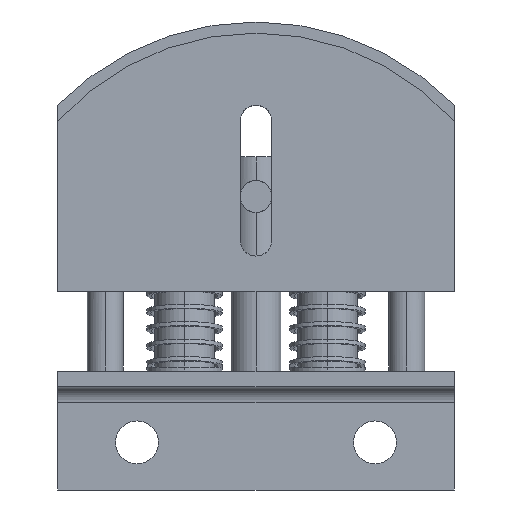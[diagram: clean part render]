
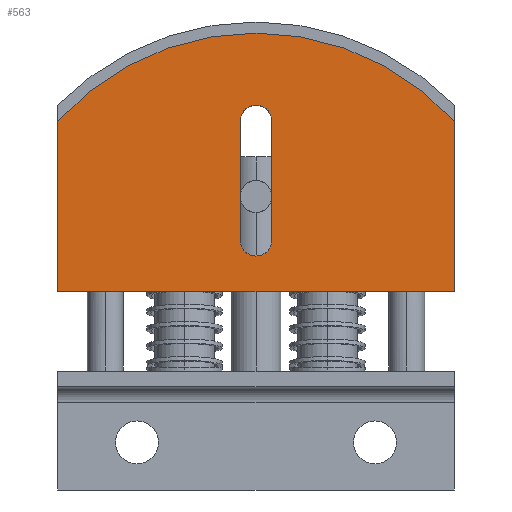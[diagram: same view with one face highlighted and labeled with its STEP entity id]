
A CAD part, left-side view. The second image highlights one B-rep face of the part: STEP entity #563.
In plain terms, the highlighted planar face has unit normal (-1, 0, 0).
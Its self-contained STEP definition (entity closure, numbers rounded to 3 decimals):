
#563=ADVANCED_FACE('',(#1178,#1179),#1180,.F.);
#1178=FACE_BOUND('',#1857,.T.);
#1179=FACE_OUTER_BOUND('',#1858,.T.);
#1180=PLANE('',#1859);
#1857=EDGE_LOOP('',(#3401,#3402,#3403,#3404));
#1858=EDGE_LOOP('',(#3405,#3406,#3407,#3408));
#1859=AXIS2_PLACEMENT_3D('',#3409,#3410,#3411);
#3401=ORIENTED_EDGE('',*,*,#4026,.T.);
#3402=ORIENTED_EDGE('',*,*,#4317,.T.);
#3403=ORIENTED_EDGE('',*,*,#4032,.T.);
#3404=ORIENTED_EDGE('',*,*,#4315,.T.);
#3405=ORIENTED_EDGE('',*,*,#4329,.T.);
#3406=ORIENTED_EDGE('',*,*,#4394,.T.);
#3407=ORIENTED_EDGE('',*,*,#4396,.T.);
#3408=ORIENTED_EDGE('',*,*,#4397,.T.);
#3409=CARTESIAN_POINT('',(-15.0,0.,39.461));
#3410=DIRECTION('',(1.0,0.0,0.0));
#3411=DIRECTION('',(0.0,1.0,0.0));
#4026=EDGE_CURVE('',#4852,#4856,#4858,.T.);
#4032=EDGE_CURVE('',#4861,#4867,#4869,.T.);
#4315=EDGE_CURVE('',#4867,#4852,#5271,.T.);
#4317=EDGE_CURVE('',#4856,#4861,#5273,.T.);
#4329=EDGE_CURVE('',#5293,#5290,#5294,.T.);
#4394=EDGE_CURVE('',#5290,#5374,#5376,.T.);
#4396=EDGE_CURVE('',#5374,#5378,#5379,.T.);
#4397=EDGE_CURVE('',#5378,#5293,#5380,.T.);
#4852=VERTEX_POINT('',#6219);
#4856=VERTEX_POINT('',#6262);
#4858=CIRCLE('',#6265,2.0);
#4861=VERTEX_POINT('',#6268);
#4867=VERTEX_POINT('',#6351);
#4869=CIRCLE('',#6354,2.0);
#5271=LINE('',#7143,#7144);
#5273=LINE('',#7146,#7147);
#5290=VERTEX_POINT('',#7168);
#5293=VERTEX_POINT('',#7172);
#5294=CIRCLE('',#7173,33.6);
#5374=VERTEX_POINT('',#7277);
#5376=LINE('',#7280,#7281);
#5378=VERTEX_POINT('',#7283);
#5379=LINE('',#7284,#7285);
#5380=LINE('',#7286,#7287);
#6219=CARTESIAN_POINT('',(-15.0,2.,46.5));
#6262=CARTESIAN_POINT('',(-15.0,-2.,46.5));
#6265=AXIS2_PLACEMENT_3D('',#7810,#7811,#7812);
#6268=CARTESIAN_POINT('',(-15.0,-2.,31.5));
#6351=CARTESIAN_POINT('',(-15.0,2.,31.5));
#6354=AXIS2_PLACEMENT_3D('',#7815,#7816,#7817);
#7143=CARTESIAN_POINT('',(-15.0,2.0,41.105));
#7144=VECTOR('',#8240,1.0);
#7146=CARTESIAN_POINT('',(-15.0,-2.0,39.23));
#7147=VECTOR('',#8241,1.0);
#7168=CARTESIAN_POINT('',(-15.0,25.0,46.449));
#7172=CARTESIAN_POINT('',(-15.0,-25.0,46.449));
#7173=AXIS2_PLACEMENT_3D('',#8256,#8257,#8258);
#7277=CARTESIAN_POINT('',(-15.0,25.0,25.0));
#7280=CARTESIAN_POINT('',(-15.0,25.0,48.495));
#7281=VECTOR('',#8335,1.0);
#7283=CARTESIAN_POINT('',(-15.0,-25.0,25.0));
#7284=CARTESIAN_POINT('',(-15.0,0.0,25.0));
#7285=VECTOR('',#8336,1.0);
#7286=CARTESIAN_POINT('',(-15.0,-25.0,25.0));
#7287=VECTOR('',#8337,1.0);
#7810=CARTESIAN_POINT('',(-15.0,0.,46.5));
#7811=DIRECTION('',(1.0,0.0,0.0));
#7812=DIRECTION('',(0.0,-1.,0.));
#7815=CARTESIAN_POINT('',(-15.0,0.,31.5));
#7816=DIRECTION('',(1.0,0.0,0.0));
#7817=DIRECTION('',(-0.0,1.,0.));
#8240=DIRECTION('',(-0.0,0.0,1.0));
#8241=DIRECTION('',(0.0,0.0,-1.0));
#8256=CARTESIAN_POINT('',(-15.0,0.0,24.0));
#8257=DIRECTION('',(-1.0,0.0,0.0));
#8258=DIRECTION('',(0.0,1.0,0.0));
#8335=DIRECTION('',(0.0,0.0,-1.0));
#8336=DIRECTION('',(0.0,-1.0,0.0));
#8337=DIRECTION('',(0.0,0.0,1.0));
